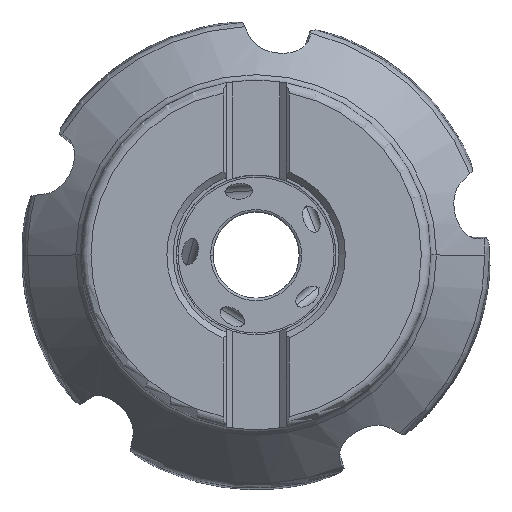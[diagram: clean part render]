
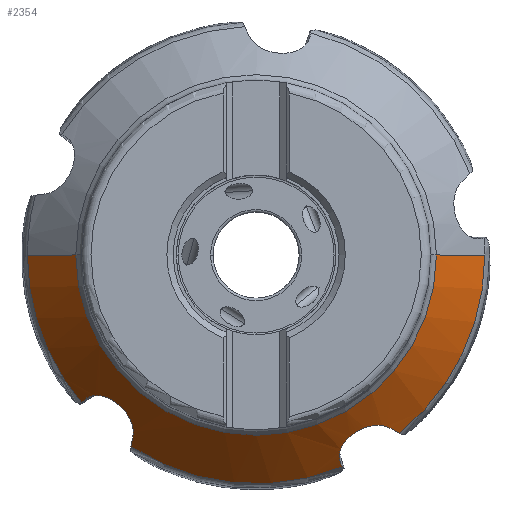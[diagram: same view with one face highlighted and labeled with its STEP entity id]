
A CAD part, top view. The second image highlights one B-rep face of the part: STEP entity #2354.
In plain terms, the highlighted conical face has half-angle 40 degrees and reference radius 32.537 mm.
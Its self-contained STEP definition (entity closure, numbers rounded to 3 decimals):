
#315=LINE('',#20658,#743);
#316=LINE('',#20662,#744);
#743=VECTOR('',#13685,1.);
#744=VECTOR('',#13688,1.);
#1168=CONICAL_SURFACE('',#12411,32.537,40.);
#1713=FACE_OUTER_BOUND('',#3245,.T.);
#2354=ADVANCED_FACE('',(#1713),#1168,.T.);
#3245=EDGE_LOOP('',(#5584,#5585,#5586,#5587,#5588,#5589,#5590,#5591,#5592,
#5593,#5594));
#4132=B_SPLINE_CURVE_WITH_KNOTS('',3,(#27669,#27670,#27671,#27672,#27673,
#27674,#27675,#27676,#27677,#27678),.UNSPECIFIED.,.F.,.F.,(4,2,2,2,4),(0.,
0.25,0.5,0.75,1.),.UNSPECIFIED.);
#4139=B_SPLINE_CURVE_WITH_KNOTS('',3,(#27837,#27838,#27839,#27840,#27841,
#27842),.UNSPECIFIED.,.F.,.F.,(4,1,1,4),(0.,0.333,0.667,
1.),.UNSPECIFIED.);
#4146=B_SPLINE_CURVE_WITH_KNOTS('',3,(#27955,#27956,#27957,#27958,#27959,
#27960,#27961,#27962,#27963,#27964),.UNSPECIFIED.,.F.,.F.,(4,2,2,2,4),(0.,
0.25,0.5,0.75,1.),.UNSPECIFIED.);
#4147=B_SPLINE_CURVE_WITH_KNOTS('',3,(#27966,#27967,#27968,#27969,#27970,
#27971),.UNSPECIFIED.,.F.,.F.,(4,1,1,4),(0.,0.333,0.667,
1.),.UNSPECIFIED.);
#5584=ORIENTED_EDGE('',*,*,#10122,.F.);
#5585=ORIENTED_EDGE('',*,*,#10121,.F.);
#5586=ORIENTED_EDGE('',*,*,#9815,.F.);
#5587=ORIENTED_EDGE('',*,*,#10123,.F.);
#5588=ORIENTED_EDGE('',*,*,#9813,.F.);
#5589=ORIENTED_EDGE('',*,*,#10124,.F.);
#5590=ORIENTED_EDGE('',*,*,#10125,.F.);
#5591=ORIENTED_EDGE('',*,*,#10126,.F.);
#5592=ORIENTED_EDGE('',*,*,#10127,.F.);
#5593=ORIENTED_EDGE('',*,*,#10093,.F.);
#5594=ORIENTED_EDGE('',*,*,#10103,.F.);
#8526=VERTEX_POINT('',#20657);
#8527=VERTEX_POINT('',#20659);
#8528=VERTEX_POINT('',#20661);
#8529=VERTEX_POINT('',#20663);
#8709=VERTEX_POINT('',#27679);
#8710=VERTEX_POINT('',#27680);
#8717=VERTEX_POINT('',#27835);
#8732=VERTEX_POINT('',#27949);
#8733=VERTEX_POINT('',#27954);
#8734=VERTEX_POINT('',#27965);
#8735=VERTEX_POINT('',#27972);
#9813=EDGE_CURVE('',#8526,#8527,#315,.T.);
#9815=EDGE_CURVE('',#8528,#8529,#316,.T.);
#10093=EDGE_CURVE('',#8709,#8710,#4132,.T.);
#10103=EDGE_CURVE('',#8717,#8709,#4139,.T.);
#10121=EDGE_CURVE('',#8529,#8732,#11488,.T.);
#10122=EDGE_CURVE('',#8732,#8717,#11489,.T.);
#10123=EDGE_CURVE('',#8527,#8528,#11490,.T.);
#10124=EDGE_CURVE('',#8733,#8526,#11491,.T.);
#10125=EDGE_CURVE('',#8734,#8733,#4146,.T.);
#10126=EDGE_CURVE('',#8735,#8734,#4147,.T.);
#10127=EDGE_CURVE('',#8710,#8735,#11492,.T.);
#11488=CIRCLE('',#12405,36.389);
#11489=CIRCLE('',#12406,36.389);
#11490=CIRCLE('',#12408,28.685);
#11491=CIRCLE('',#12409,36.389);
#11492=CIRCLE('',#12410,36.389);
#12405=AXIS2_PLACEMENT_3D('',#27948,#14063,#14064);
#12406=AXIS2_PLACEMENT_3D('',#27950,#14065,#14066);
#12408=AXIS2_PLACEMENT_3D('',#27952,#14069,#14070);
#12409=AXIS2_PLACEMENT_3D('',#27953,#14071,#14072);
#12410=AXIS2_PLACEMENT_3D('',#27973,#14073,#14074);
#12411=AXIS2_PLACEMENT_3D('',#27974,#14075,#14076);
#13685=DIRECTION('',(0.643,0.,0.766));
#13688=DIRECTION('',(0.643,0.,-0.766));
#14063=DIRECTION('',(0.,0.,-1.));
#14064=DIRECTION('',(1.,0.,0.));
#14065=DIRECTION('',(0.,0.,-1.));
#14066=DIRECTION('',(1.,0.,0.));
#14069=DIRECTION('',(0.,0.,1.));
#14070=DIRECTION('',(-1.,0.,0.));
#14071=DIRECTION('',(0.,0.,-1.));
#14072=DIRECTION('',(-0.763,-0.646,0.));
#14073=DIRECTION('',(0.,0.,-1.));
#14074=DIRECTION('',(0.379,-0.926,0.));
#14075=DIRECTION('',(0.,0.,-1.));
#14076=DIRECTION('',(-1.,0.,0.));
#20657=CARTESIAN_POINT('',(-36.389,0.,-25.436));
#20658=CARTESIAN_POINT('',(-36.389,0.,-25.436));
#20659=CARTESIAN_POINT('',(-28.685,0.,-16.255));
#20661=CARTESIAN_POINT('',(28.685,0.,-16.255));
#20662=CARTESIAN_POINT('',(28.685,0.,-16.255));
#20663=CARTESIAN_POINT('',(36.389,0.,-25.436));
#27669=CARTESIAN_POINT('',(21.304,-27.534,-23.559));
#27670=CARTESIAN_POINT('',(20.555,-27.122,-22.623));
#27671=CARTESIAN_POINT('',(19.572,-26.982,-21.775));
#27672=CARTESIAN_POINT('',(17.354,-27.354,-20.656));
#27673=CARTESIAN_POINT('',(16.112,-27.905,-20.443));
#27674=CARTESIAN_POINT('',(14.203,-29.454,-21.012));
#27675=CARTESIAN_POINT('',(13.571,-30.403,-21.742));
#27676=CARTESIAN_POINT('',(13.121,-32.176,-23.475));
#27677=CARTESIAN_POINT('',(13.278,-33.015,-24.477));
#27678=CARTESIAN_POINT('',(13.779,-33.68,-25.436));
#27679=CARTESIAN_POINT('',(21.304,-27.534,-23.559));
#27680=CARTESIAN_POINT('',(13.779,-33.68,-25.436));
#27835=CARTESIAN_POINT('',(22.805,-28.357,-25.436));
#27837=CARTESIAN_POINT('',(22.805,-28.357,-25.436));
#27838=CARTESIAN_POINT('',(22.636,-28.265,-25.224));
#27839=CARTESIAN_POINT('',(22.3,-28.081,-24.803));
#27840=CARTESIAN_POINT('',(21.8,-27.807,-24.177));
#27841=CARTESIAN_POINT('',(21.469,-27.625,-23.764));
#27842=CARTESIAN_POINT('',(21.305,-27.534,-23.559));
#27948=CARTESIAN_POINT('',(0.,0.,-25.436));
#27949=CARTESIAN_POINT('',(36.389,-0.016,-25.436));
#27950=CARTESIAN_POINT('',(0.,0.,-25.436));
#27952=CARTESIAN_POINT('',(0.,0.,-16.255));
#27953=CARTESIAN_POINT('',(0.,0.,-25.436));
#27954=CARTESIAN_POINT('',(-27.773,-23.512,-25.436));
#27955=CARTESIAN_POINT('',(-19.603,-28.77,-23.559));
#27956=CARTESIAN_POINT('',(-19.443,-27.93,-22.623));
#27957=CARTESIAN_POINT('',(-19.614,-26.952,-21.775));
#27958=CARTESIAN_POINT('',(-20.652,-24.958,-20.656));
#27959=CARTESIAN_POINT('',(-21.561,-23.946,-20.443));
#27960=CARTESIAN_POINT('',(-23.623,-22.61,-21.012));
#27961=CARTESIAN_POINT('',(-24.722,-22.302,-21.742));
#27962=CARTESIAN_POINT('',(-26.547,-22.422,-23.475));
#27963=CARTESIAN_POINT('',(-27.296,-22.83,-24.477));
#27964=CARTESIAN_POINT('',(-27.773,-23.512,-25.436));
#27965=CARTESIAN_POINT('',(-19.603,-28.77,-23.559));
#27966=CARTESIAN_POINT('',(-19.922,-30.451,-25.436));
#27967=CARTESIAN_POINT('',(-19.886,-30.263,-25.224));
#27968=CARTESIAN_POINT('',(-19.815,-29.886,-24.803));
#27969=CARTESIAN_POINT('',(-19.709,-29.326,-24.178));
#27970=CARTESIAN_POINT('',(-19.638,-28.955,-23.764));
#27971=CARTESIAN_POINT('',(-19.603,-28.77,-23.559));
#27972=CARTESIAN_POINT('',(-19.922,-30.451,-25.436));
#27973=CARTESIAN_POINT('',(0.,0.,-25.436));
#27974=CARTESIAN_POINT('',(0.,0.,-20.845));
